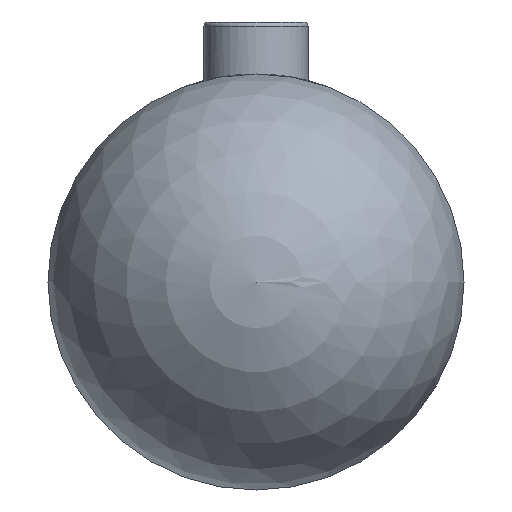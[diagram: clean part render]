
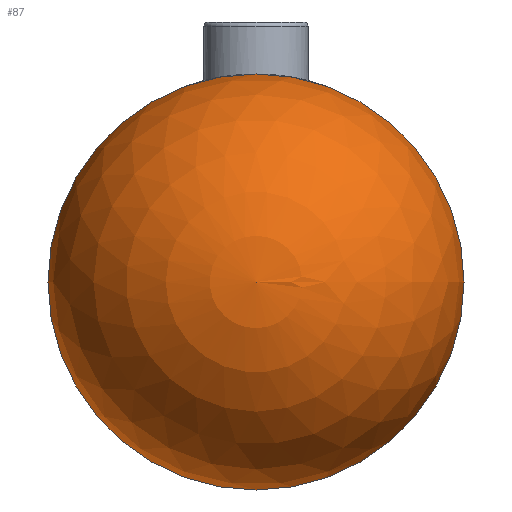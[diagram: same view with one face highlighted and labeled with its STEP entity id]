
A CAD part, front view. The second image highlights one B-rep face of the part: STEP entity #87.
In plain terms, the highlighted spherical face has radius 12 mm.
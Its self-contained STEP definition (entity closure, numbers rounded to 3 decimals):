
#80 = EDGE_CURVE ( 'NONE', #289, #250, #97, .T. ) ;
#85 = EDGE_CURVE ( 'NONE', #250, #289, #108, .T. ) ;
#87 = ADVANCED_FACE ( 'NONE', ( #378 ), #373, .T. ) ;
#97 = CIRCLE ( 'NONE', #115, 12. ) ;
#98 = AXIS2_PLACEMENT_3D ( 'NONE', #385, #374, #368 ) ;
#105 = AXIS2_PLACEMENT_3D ( 'NONE', #353, #350, #386 ) ;
#108 = CIRCLE ( 'NONE', #105, 12. ) ;
#115 = AXIS2_PLACEMENT_3D ( 'NONE', #234, #240, #233 ) ;
#233 = DIRECTION ( 'NONE',  ( 0., 0., -1. ) ) ;
#234 = CARTESIAN_POINT ( 'NONE',  ( 0., 12., 0. ) ) ;
#240 = DIRECTION ( 'NONE',  ( 0., 1., 0. ) ) ;
#250 = VERTEX_POINT ( 'NONE', #411 ) ;
#287 = ORIENTED_EDGE ( 'NONE', *, *, #80, .F. ) ;
#289 = VERTEX_POINT ( 'NONE', #419 ) ;
#318 = EDGE_LOOP ( 'NONE', ( #287, #343 ) ) ;
#343 = ORIENTED_EDGE ( 'NONE', *, *, #85, .F. ) ;
#350 = DIRECTION ( 'NONE',  ( 0., 1., 0. ) ) ;
#353 = CARTESIAN_POINT ( 'NONE',  ( 0., 12., 0. ) ) ;
#368 = DIRECTION ( 'NONE',  ( 1., 0., 0. ) ) ;
#373 = SPHERICAL_SURFACE ( 'NONE', #98, 12. ) ;
#374 = DIRECTION ( 'NONE',  ( 0., 1., 0. ) ) ;
#378 = FACE_OUTER_BOUND ( 'NONE', #318, .T. ) ;
#385 = CARTESIAN_POINT ( 'NONE',  ( 0., 12., 0. ) ) ;
#386 = DIRECTION ( 'NONE',  ( 0., 0., -1. ) ) ;
#411 = CARTESIAN_POINT ( 'NONE',  ( 0., 12., 12. ) ) ;
#419 = CARTESIAN_POINT ( 'NONE',  ( 0., 12., -12. ) ) ;
